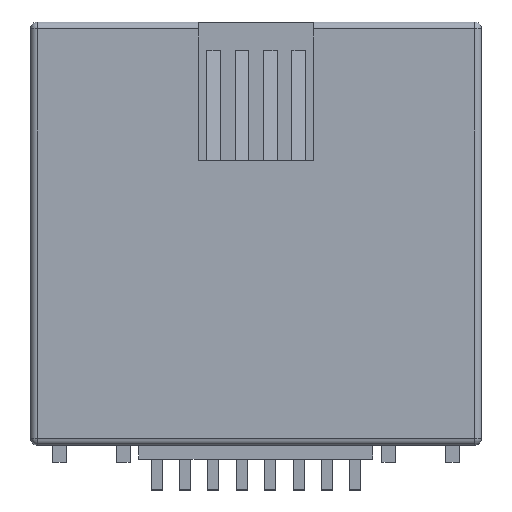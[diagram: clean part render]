
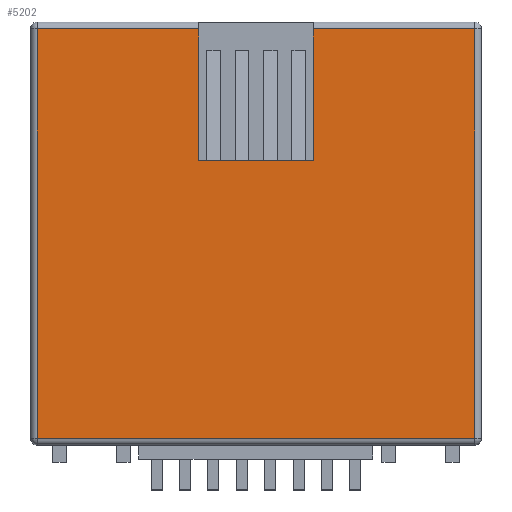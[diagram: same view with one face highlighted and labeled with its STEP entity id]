
A CAD part, top view. The second image highlights one B-rep face of the part: STEP entity #5202.
In plain terms, the highlighted planar face has unit normal (0, 0, 1).
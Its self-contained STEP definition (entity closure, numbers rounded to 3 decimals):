
#5202 = ADVANCED_FACE('',(#5203),#5269,.T.);
#5203 = FACE_BOUND('',#5204,.T.);
#5204 = EDGE_LOOP('',(#5205,#5215,#5223,#5231,#5239,#5247,#5255,#5263));
#5205 = ORIENTED_EDGE('',*,*,#5206,.F.);
#5206 = EDGE_CURVE('',#5207,#5209,#5211,.T.);
#5207 = VERTEX_POINT('',#5208);
#5208 = CARTESIAN_POINT('',(7.85,-8.654,7.));
#5209 = VERTEX_POINT('',#5210);
#5210 = CARTESIAN_POINT('',(-7.85,-8.654,7.));
#5211 = LINE('',#5212,#5213);
#5212 = CARTESIAN_POINT('',(7.85,-8.654,7.));
#5213 = VECTOR('',#5214,1.);
#5214 = DIRECTION('',(-1.,0.,0.));
#5215 = ORIENTED_EDGE('',*,*,#5216,.T.);
#5216 = EDGE_CURVE('',#5207,#5217,#5219,.T.);
#5217 = VERTEX_POINT('',#5218);
#5218 = CARTESIAN_POINT('',(7.85,6.046,7.));
#5219 = LINE('',#5220,#5221);
#5220 = CARTESIAN_POINT('',(7.85,-8.904,7.));
#5221 = VECTOR('',#5222,1.);
#5222 = DIRECTION('',(0.,1.,0.));
#5223 = ORIENTED_EDGE('',*,*,#5224,.T.);
#5224 = EDGE_CURVE('',#5217,#5225,#5227,.T.);
#5225 = VERTEX_POINT('',#5226);
#5226 = CARTESIAN_POINT('',(2.05,6.046,7.));
#5227 = LINE('',#5228,#5229);
#5228 = CARTESIAN_POINT('',(7.85,6.046,7.));
#5229 = VECTOR('',#5230,1.);
#5230 = DIRECTION('',(-1.,0.,0.));
#5231 = ORIENTED_EDGE('',*,*,#5232,.F.);
#5232 = EDGE_CURVE('',#5233,#5225,#5235,.T.);
#5233 = VERTEX_POINT('',#5234);
#5234 = CARTESIAN_POINT('',(2.05,1.306,7.));
#5235 = LINE('',#5236,#5237);
#5236 = CARTESIAN_POINT('',(2.05,-3.799,7.));
#5237 = VECTOR('',#5238,1.);
#5238 = DIRECTION('',(0.,1.,0.));
#5239 = ORIENTED_EDGE('',*,*,#5240,.T.);
#5240 = EDGE_CURVE('',#5233,#5241,#5243,.T.);
#5241 = VERTEX_POINT('',#5242);
#5242 = CARTESIAN_POINT('',(-2.06,1.306,7.));
#5243 = LINE('',#5244,#5245);
#5244 = CARTESIAN_POINT('',(3.02,1.306,7.));
#5245 = VECTOR('',#5246,1.);
#5246 = DIRECTION('',(-1.,0.,0.));
#5247 = ORIENTED_EDGE('',*,*,#5248,.T.);
#5248 = EDGE_CURVE('',#5241,#5249,#5251,.T.);
#5249 = VERTEX_POINT('',#5250);
#5250 = CARTESIAN_POINT('',(-2.06,6.046,7.));
#5251 = LINE('',#5252,#5253);
#5252 = CARTESIAN_POINT('',(-2.06,-3.799,7.));
#5253 = VECTOR('',#5254,1.);
#5254 = DIRECTION('',(0.,1.,0.));
#5255 = ORIENTED_EDGE('',*,*,#5256,.F.);
#5256 = EDGE_CURVE('',#5257,#5249,#5259,.T.);
#5257 = VERTEX_POINT('',#5258);
#5258 = CARTESIAN_POINT('',(-7.85,6.046,7.));
#5259 = LINE('',#5260,#5261);
#5260 = CARTESIAN_POINT('',(-7.85,6.046,7.));
#5261 = VECTOR('',#5262,1.);
#5262 = DIRECTION('',(1.,-0.,0.));
#5263 = ORIENTED_EDGE('',*,*,#5264,.F.);
#5264 = EDGE_CURVE('',#5209,#5257,#5265,.T.);
#5265 = LINE('',#5266,#5267);
#5266 = CARTESIAN_POINT('',(-7.85,-8.654,7.));
#5267 = VECTOR('',#5268,1.);
#5268 = DIRECTION('',(0.,1.,0.));
#5269 = PLANE('',#5270);
#5270 = AXIS2_PLACEMENT_3D('',#5271,#5272,#5273);
#5271 = CARTESIAN_POINT('',(8.1,-8.904,7.));
#5272 = DIRECTION('',(0.,0.,1.));
#5273 = DIRECTION('',(0.,1.,0.));
